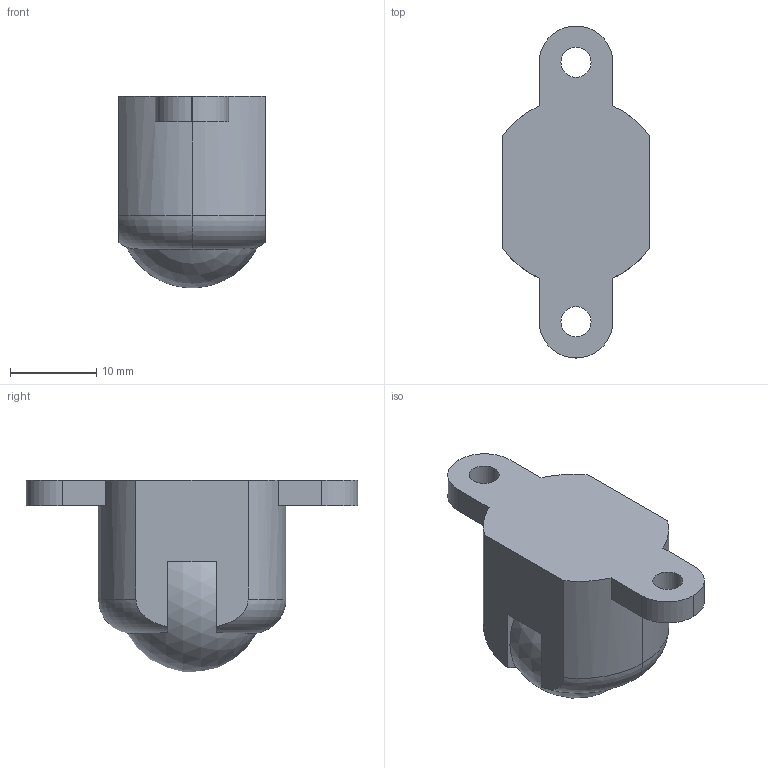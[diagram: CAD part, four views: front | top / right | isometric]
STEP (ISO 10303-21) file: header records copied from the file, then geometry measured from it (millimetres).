
FILE_DESCRIPTION(('HOOPS Exchange Step'),'2;1');
FILE_NAME('temp_export','2024-01-29T12:56:57-05:00',('mobile'),('Shapr3D Limited'),'HOOPS Exchange 2023.2','Shapr3D','Authorized');
FILE_SCHEMA( ('AUTOMOTIVE_DESIGN { 1 0 10303 214 1 1 1 1 }') );
Length unit declared in the file: millimetre
Products named in the file (2): Rueda Loca; root
Assembly tree (1 placements, depth 2):
  root
    Rueda Loca
Bounding box: 17 x 38.5 x 22.24 mm (x, y, z)
Volume: 6394.4 mm3; surface area: 3341.6 mm2
Topology: 2 solids, 2 shells, 31 faces, 95 edges, 65 vertices
Faces by surface type: plane 17, cylinder 9, torus 3, sphere 2
Full cylindrical faces by diameter (mm): 3.5 x2
Entity records: 1531 total; most frequent: CARTESIAN_POINT 607, ORIENTED_EDGE 184, DIRECTION 183, EDGE_CURVE 92, AXIS2_PLACEMENT_3D 70, VERTEX_POINT 65, VECTOR 43, LINE 43
